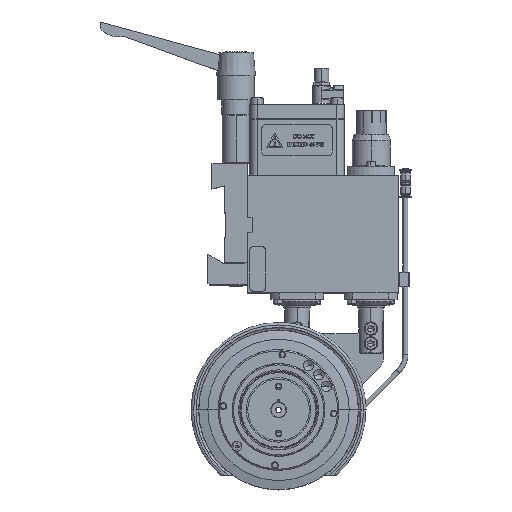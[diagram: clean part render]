
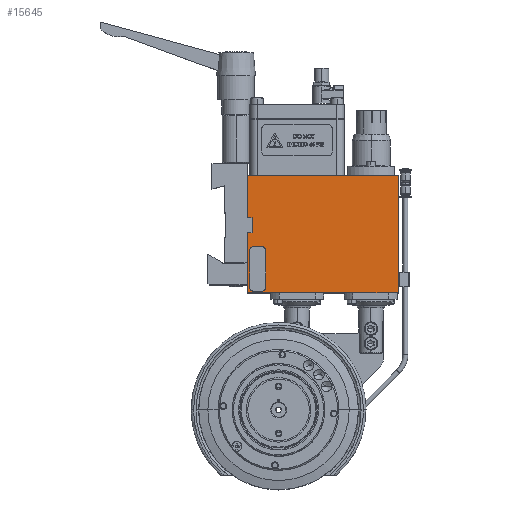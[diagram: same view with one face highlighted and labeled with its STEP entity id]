
A CAD part, top view. The second image highlights one B-rep face of the part: STEP entity #15645.
In plain terms, the highlighted planar face has unit normal (0, 0, 1).
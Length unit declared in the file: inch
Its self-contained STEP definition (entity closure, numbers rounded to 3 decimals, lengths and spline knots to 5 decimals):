
#158 = CARTESIAN_POINT ( 'NONE',  ( 0., -3.74016, 0. ) ) ;
#197 = ORIENTED_EDGE ( 'NONE', *, *, #22139, .F. ) ;
#1203 = AXIS2_PLACEMENT_3D ( 'NONE', #2068, #5731, #41907 ) ;
#1332 = DIRECTION ( 'NONE',  ( 0., 0., 1. ) ) ;
#2068 = CARTESIAN_POINT ( 'NONE',  ( 0.45276, -2.38189, 0. ) ) ;
#2371 = ORIENTED_EDGE ( 'NONE', *, *, #50001, .F. ) ;
#2424 = CARTESIAN_POINT ( 'NONE',  ( 0.57087, -3.56299, 0. ) ) ;
#2449 = VERTEX_POINT ( 'NONE', #47879 ) ;
#3028 = CARTESIAN_POINT ( 'NONE',  ( 0., -3.74016, 0. ) ) ;
#3064 = ORIENTED_EDGE ( 'NONE', *, *, #26805, .F. ) ;
#3075 = ORIENTED_EDGE ( 'NONE', *, *, #62333, .T. ) ;
#3268 = VERTEX_POINT ( 'NONE', #30084 ) ;
#3541 = LINE ( 'NONE', #44336, #11278 ) ;
#4131 = DIRECTION ( 'NONE',  ( -1., 0., 0. ) ) ;
#4480 = AXIS2_PLACEMENT_3D ( 'NONE', #34324, #59843, #4131 ) ;
#5619 = EDGE_CURVE ( 'NONE', #36085, #24034, #46293, .T. ) ;
#5731 = DIRECTION ( 'NONE',  ( 0., 0., 1. ) ) ;
#6146 = DIRECTION ( 'NONE',  ( 1., 0., 0. ) ) ;
#6357 = VERTEX_POINT ( 'NONE', #31897 ) ;
#6551 = CIRCLE ( 'NONE', #36226, 0.11811 ) ;
#7139 = AXIS2_PLACEMENT_3D ( 'NONE', #58738, #8269, #63734 ) ;
#7977 = VECTOR ( 'NONE', #54843, 39.37008 ) ;
#8269 = DIRECTION ( 'NONE',  ( 0., 0., 1. ) ) ;
#8299 = LINE ( 'NONE', #3028, #36880 ) ;
#8309 = CARTESIAN_POINT ( 'NONE',  ( 4.80315, -3.74016, 0. ) ) ;
#8567 = VERTEX_POINT ( 'NONE', #39498 ) ;
#8898 = DIRECTION ( 'NONE',  ( 0., 0., 1. ) ) ;
#9105 = DIRECTION ( 'NONE',  ( 0., 1., 0. ) ) ;
#11278 = VECTOR ( 'NONE', #58942, 39.37008 ) ;
#11780 = LINE ( 'NONE', #12765, #32926 ) ;
#12765 = CARTESIAN_POINT ( 'NONE',  ( 0.05906, -3.56299, 0. ) ) ;
#13618 = DIRECTION ( 'NONE',  ( 0., 1., 0. ) ) ;
#14208 = LINE ( 'NONE', #31410, #43009 ) ;
#14286 = CARTESIAN_POINT ( 'NONE',  ( 0.1378, -1.33858, 0. ) ) ;
#15163 = LINE ( 'NONE', #8309, #43656 ) ;
#15298 = CARTESIAN_POINT ( 'NONE',  ( 0., 0., 0. ) ) ;
#15396 = AXIS2_PLACEMENT_3D ( 'NONE', #29816, #8898, #65317 ) ;
#15645 = ADVANCED_FACE ( 'NONE', ( #19513, #23506 ), #29513, .T. ) ;
#16329 = DIRECTION ( 'NONE',  ( -1., 0., 0. ) ) ;
#17114 = CIRCLE ( 'NONE', #1203, 0.11811 ) ;
#17859 = EDGE_CURVE ( 'NONE', #6357, #2449, #21649, .T. ) ;
#18546 = DIRECTION ( 'NONE',  ( -1., 0., 0. ) ) ;
#19202 = CARTESIAN_POINT ( 'NONE',  ( 0.1378, -1.33858, 0. ) ) ;
#19513 = FACE_OUTER_BOUND ( 'NONE', #33069, .T. ) ;
#20013 = ORIENTED_EDGE ( 'NONE', *, *, #58681, .F. ) ;
#20459 = EDGE_LOOP ( 'NONE', ( #28559, #53953, #197, #25393, #42530, #59482, #20013, #30742 ) ) ;
#21649 = LINE ( 'NONE', #51198, #57347 ) ;
#22139 = EDGE_CURVE ( 'NONE', #3268, #6357, #17114, .T. ) ;
#23266 = DIRECTION ( 'NONE',  ( 1., 0., 0. ) ) ;
#23501 = DIRECTION ( 'NONE',  ( -1., 0., 0. ) ) ;
#23506 = FACE_BOUND ( 'NONE', #20459, .T. ) ;
#24034 = VERTEX_POINT ( 'NONE', #34989 ) ;
#24640 = LINE ( 'NONE', #60148, #7977 ) ;
#25366 = EDGE_CURVE ( 'NONE', #2449, #8567, #60136, .T. ) ;
#25393 = ORIENTED_EDGE ( 'NONE', *, *, #29662, .F. ) ;
#26805 = EDGE_CURVE ( 'NONE', #49532, #51981, #42333, .T. ) ;
#27192 = LINE ( 'NONE', #32521, #38311 ) ;
#27293 = VERTEX_POINT ( 'NONE', #61547 ) ;
#27440 = VERTEX_POINT ( 'NONE', #65731 ) ;
#28079 = DIRECTION ( 'NONE',  ( 0., -1., 0. ) ) ;
#28559 = ORIENTED_EDGE ( 'NONE', *, *, #25366, .F. ) ;
#29187 = EDGE_CURVE ( 'NONE', #35571, #44953, #6551, .T. ) ;
#29402 = CARTESIAN_POINT ( 'NONE',  ( 0.1378, -1.33858, 0. ) ) ;
#29513 = PLANE ( 'NONE',  #15396 ) ;
#29662 = EDGE_CURVE ( 'NONE', #44953, #3268, #52800, .T. ) ;
#29816 = CARTESIAN_POINT ( 'NONE',  ( 0., -3.74016, 0. ) ) ;
#30084 = CARTESIAN_POINT ( 'NONE',  ( 0.57087, -2.38189, 0. ) ) ;
#30742 = ORIENTED_EDGE ( 'NONE', *, *, #61754, .F. ) ;
#31211 = ORIENTED_EDGE ( 'NONE', *, *, #54793, .T. ) ;
#31410 = CARTESIAN_POINT ( 'NONE',  ( 0.17717, -3.6811, 0. ) ) ;
#31897 = CARTESIAN_POINT ( 'NONE',  ( 0.45276, -2.26378, 0. ) ) ;
#32521 = CARTESIAN_POINT ( 'NONE',  ( 0.1378, -1.81102, 0. ) ) ;
#32926 = VECTOR ( 'NONE', #28079, 39.37008 ) ;
#33069 = EDGE_LOOP ( 'NONE', ( #39911, #3064, #3075, #63706, #31211, #60506, #2371, #60674 ) ) ;
#33202 = EDGE_CURVE ( 'NONE', #51981, #44650, #54709, .T. ) ;
#34212 = EDGE_CURVE ( 'NONE', #51730, #35571, #14208, .T. ) ;
#34324 = CARTESIAN_POINT ( 'NONE',  ( 0.17717, -3.56299, 0. ) ) ;
#34989 = CARTESIAN_POINT ( 'NONE',  ( 0., -1.81102, 0. ) ) ;
#35205 = CIRCLE ( 'NONE', #4480, 0.11811 ) ;
#35571 = VERTEX_POINT ( 'NONE', #56216 ) ;
#35594 = CARTESIAN_POINT ( 'NONE',  ( 0.17717, -3.6811, 0. ) ) ;
#36085 = VERTEX_POINT ( 'NONE', #37457 ) ;
#36226 = AXIS2_PLACEMENT_3D ( 'NONE', #63077, #1332, #52105 ) ;
#36880 = VECTOR ( 'NONE', #23266, 39.37008 ) ;
#37457 = CARTESIAN_POINT ( 'NONE',  ( 0., -3.74016, 0. ) ) ;
#37553 = DIRECTION ( 'NONE',  ( 0., 1., 0. ) ) ;
#38311 = VECTOR ( 'NONE', #23501, 39.37008 ) ;
#38625 = VECTOR ( 'NONE', #45325, 39.37008 ) ;
#39150 = VECTOR ( 'NONE', #9105, 39.37008 ) ;
#39498 = CARTESIAN_POINT ( 'NONE',  ( 0.05906, -2.38189, 0. ) ) ;
#39911 = ORIENTED_EDGE ( 'NONE', *, *, #33202, .F. ) ;
#40473 = CARTESIAN_POINT ( 'NONE',  ( 0.1378, -1.81102, 0. ) ) ;
#41427 = VERTEX_POINT ( 'NONE', #54496 ) ;
#41907 = DIRECTION ( 'NONE',  ( 1., 0., 0. ) ) ;
#41940 = VECTOR ( 'NONE', #18546, 39.37008 ) ;
#42333 = LINE ( 'NONE', #29402, #39150 ) ;
#42530 = ORIENTED_EDGE ( 'NONE', *, *, #29187, .F. ) ;
#43009 = VECTOR ( 'NONE', #6146, 39.37008 ) ;
#43656 = VECTOR ( 'NONE', #13618, 39.37008 ) ;
#44336 = CARTESIAN_POINT ( 'NONE',  ( 0., 0., 0. ) ) ;
#44650 = VERTEX_POINT ( 'NONE', #48267 ) ;
#44856 = VECTOR ( 'NONE', #37553, 39.37008 ) ;
#44953 = VERTEX_POINT ( 'NONE', #2424 ) ;
#45325 = DIRECTION ( 'NONE',  ( 0., 1., 0. ) ) ;
#46293 = LINE ( 'NONE', #158, #38625 ) ;
#47879 = CARTESIAN_POINT ( 'NONE',  ( 0.17717, -2.26378, 0. ) ) ;
#48141 = EDGE_CURVE ( 'NONE', #44650, #61174, #24640, .T. ) ;
#48267 = CARTESIAN_POINT ( 'NONE',  ( 0., -1.33858, 0. ) ) ;
#49532 = VERTEX_POINT ( 'NONE', #40473 ) ;
#50001 = EDGE_CURVE ( 'NONE', #61174, #27440, #3541, .T. ) ;
#51198 = CARTESIAN_POINT ( 'NONE',  ( 0.17717, -2.26378, 0. ) ) ;
#51730 = VERTEX_POINT ( 'NONE', #35594 ) ;
#51981 = VERTEX_POINT ( 'NONE', #14286 ) ;
#52105 = DIRECTION ( 'NONE',  ( 1., 0., 0. ) ) ;
#52800 = LINE ( 'NONE', #56797, #44856 ) ;
#53953 = ORIENTED_EDGE ( 'NONE', *, *, #17859, .F. ) ;
#54496 = CARTESIAN_POINT ( 'NONE',  ( 4.80315, -3.74016, 0. ) ) ;
#54709 = LINE ( 'NONE', #19202, #41940 ) ;
#54793 = EDGE_CURVE ( 'NONE', #36085, #41427, #8299, .T. ) ;
#54843 = DIRECTION ( 'NONE',  ( 0., 1., 0. ) ) ;
#56216 = CARTESIAN_POINT ( 'NONE',  ( 0.45276, -3.6811, 0. ) ) ;
#56797 = CARTESIAN_POINT ( 'NONE',  ( 0.57087, -3.56299, 0. ) ) ;
#57347 = VECTOR ( 'NONE', #16329, 39.37008 ) ;
#58681 = EDGE_CURVE ( 'NONE', #27293, #51730, #35205, .T. ) ;
#58738 = CARTESIAN_POINT ( 'NONE',  ( 0.17717, -2.38189, 0. ) ) ;
#58942 = DIRECTION ( 'NONE',  ( 1., 0., 0. ) ) ;
#59482 = ORIENTED_EDGE ( 'NONE', *, *, #34212, .F. ) ;
#59843 = DIRECTION ( 'NONE',  ( 0., 0., 1. ) ) ;
#60136 = CIRCLE ( 'NONE', #7139, 0.11811 ) ;
#60148 = CARTESIAN_POINT ( 'NONE',  ( 0., -3.74016, 0. ) ) ;
#60506 = ORIENTED_EDGE ( 'NONE', *, *, #63440, .T. ) ;
#60674 = ORIENTED_EDGE ( 'NONE', *, *, #48141, .F. ) ;
#61174 = VERTEX_POINT ( 'NONE', #15298 ) ;
#61547 = CARTESIAN_POINT ( 'NONE',  ( 0.05906, -3.56299, 0. ) ) ;
#61754 = EDGE_CURVE ( 'NONE', #8567, #27293, #11780, .T. ) ;
#62333 = EDGE_CURVE ( 'NONE', #49532, #24034, #27192, .T. ) ;
#63077 = CARTESIAN_POINT ( 'NONE',  ( 0.45276, -3.56299, 0. ) ) ;
#63440 = EDGE_CURVE ( 'NONE', #41427, #27440, #15163, .T. ) ;
#63706 = ORIENTED_EDGE ( 'NONE', *, *, #5619, .F. ) ;
#63734 = DIRECTION ( 'NONE',  ( -1., 0., 0. ) ) ;
#65317 = DIRECTION ( 'NONE',  ( 1., 0., 0. ) ) ;
#65731 = CARTESIAN_POINT ( 'NONE',  ( 4.80315, 0., 0. ) ) ;
